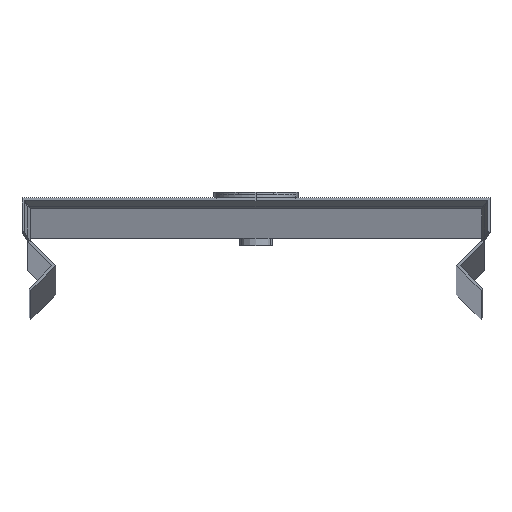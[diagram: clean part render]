
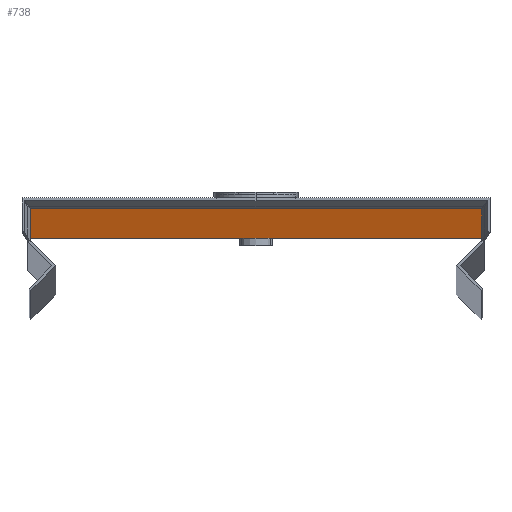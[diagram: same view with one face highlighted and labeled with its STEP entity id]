
A CAD part, top view. The second image highlights one B-rep face of the part: STEP entity #738.
In plain terms, the highlighted planar face has unit normal (0, -1, 0).
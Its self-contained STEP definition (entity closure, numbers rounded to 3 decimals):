
#38 = LINE ( 'NONE', #290, #740 ) ;
#100 = VERTEX_POINT ( 'NONE', #177 ) ;
#103 = CARTESIAN_POINT ( 'NONE',  ( 40., 0., 2969. ) ) ;
#154 = VECTOR ( 'NONE', #748, 1000. ) ;
#177 = CARTESIAN_POINT ( 'NONE',  ( -40., 0., 0. ) ) ;
#195 = ORIENTED_EDGE ( 'NONE', *, *, #233, .T. ) ;
#233 = EDGE_CURVE ( 'NONE', #1157, #100, #1217, .T. ) ;
#290 = CARTESIAN_POINT ( 'NONE',  ( 40., 0., 0. ) ) ;
#324 = ORIENTED_EDGE ( 'NONE', *, *, #766, .F. ) ;
#343 = DIRECTION ( 'NONE',  ( 0., 1., 0. ) ) ;
#402 = LINE ( 'NONE', #1263, #1138 ) ;
#428 = DIRECTION ( 'NONE',  ( 0., -1., 0. ) ) ;
#437 = CARTESIAN_POINT ( 'NONE',  ( -5.5, 0., 14. ) ) ;
#463 = AXIS2_PLACEMENT_3D ( 'NONE', #103, #343, #821 ) ;
#501 = CIRCLE ( 'NONE', #907, 5.5 ) ;
#540 = DIRECTION ( 'NONE',  ( 0., 0., -1. ) ) ;
#560 = EDGE_CURVE ( 'NONE', #633, #645, #501, .T. ) ;
#610 = CARTESIAN_POINT ( 'NONE',  ( -40., 0., 2969. ) ) ;
#633 = VERTEX_POINT ( 'NONE', #1275 ) ;
#645 = VERTEX_POINT ( 'NONE', #437 ) ;
#656 = VECTOR ( 'NONE', #701, 1000. ) ;
#698 = FACE_BOUND ( 'NONE', #1126, .T. ) ;
#701 = DIRECTION ( 'NONE',  ( 0., 0., -1. ) ) ;
#721 = ORIENTED_EDGE ( 'NONE', *, *, #1283, .F. ) ;
#726 = ORIENTED_EDGE ( 'NONE', *, *, #922, .T. ) ;
#738 = ADVANCED_FACE ( 'NONE', ( #698, #1195 ), #1431, .F. ) ;
#740 = VECTOR ( 'NONE', #1407, 1000. ) ;
#742 = CARTESIAN_POINT ( 'NONE',  ( 40., 0., 0. ) ) ;
#748 = DIRECTION ( 'NONE',  ( 1., 0., 0. ) ) ;
#766 = EDGE_CURVE ( 'NONE', #1157, #1539, #1053, .T. ) ;
#783 = EDGE_LOOP ( 'NONE', ( #726, #1133, #324, #195 ) ) ;
#796 = DIRECTION ( 'NONE',  ( 0., -1., 0. ) ) ;
#821 = DIRECTION ( 'NONE',  ( -1., 0., 0. ) ) ;
#907 = AXIS2_PLACEMENT_3D ( 'NONE', #1392, #428, #1384 ) ;
#922 = EDGE_CURVE ( 'NONE', #100, #1368, #38, .T. ) ;
#981 = AXIS2_PLACEMENT_3D ( 'NONE', #1039, #796, #1281 ) ;
#997 = CARTESIAN_POINT ( 'NONE',  ( 40., 0., 2969. ) ) ;
#1039 = CARTESIAN_POINT ( 'NONE',  ( 0., 0., 14. ) ) ;
#1053 = LINE ( 'NONE', #1544, #154 ) ;
#1107 = CARTESIAN_POINT ( 'NONE',  ( -40., 0., 2969. ) ) ;
#1126 = EDGE_LOOP ( 'NONE', ( #1316, #721 ) ) ;
#1133 = ORIENTED_EDGE ( 'NONE', *, *, #1183, .F. ) ;
#1138 = VECTOR ( 'NONE', #540, 1000. ) ;
#1157 = VERTEX_POINT ( 'NONE', #1107 ) ;
#1183 = EDGE_CURVE ( 'NONE', #1539, #1368, #402, .T. ) ;
#1195 = FACE_OUTER_BOUND ( 'NONE', #783, .T. ) ;
#1217 = LINE ( 'NONE', #610, #656 ) ;
#1263 = CARTESIAN_POINT ( 'NONE',  ( 40., 0., 2969. ) ) ;
#1268 = CIRCLE ( 'NONE', #981, 5.5 ) ;
#1275 = CARTESIAN_POINT ( 'NONE',  ( 5.5, 0., 14. ) ) ;
#1281 = DIRECTION ( 'NONE',  ( 1., 0., 0. ) ) ;
#1283 = EDGE_CURVE ( 'NONE', #645, #633, #1268, .T. ) ;
#1316 = ORIENTED_EDGE ( 'NONE', *, *, #560, .F. ) ;
#1368 = VERTEX_POINT ( 'NONE', #742 ) ;
#1384 = DIRECTION ( 'NONE',  ( 1., 0., 0. ) ) ;
#1392 = CARTESIAN_POINT ( 'NONE',  ( 0., 0., 14. ) ) ;
#1407 = DIRECTION ( 'NONE',  ( 1., 0., 0. ) ) ;
#1431 = PLANE ( 'NONE',  #463 ) ;
#1539 = VERTEX_POINT ( 'NONE', #997 ) ;
#1544 = CARTESIAN_POINT ( 'NONE',  ( -40., 0., 2969. ) ) ;
